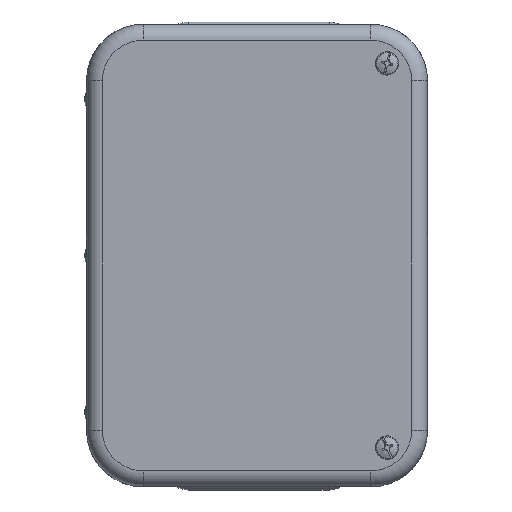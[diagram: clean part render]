
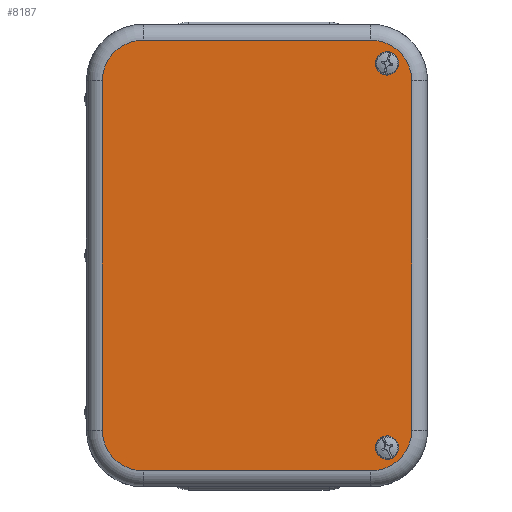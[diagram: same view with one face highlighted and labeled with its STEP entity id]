
A CAD part, top view. The second image highlights one B-rep face of the part: STEP entity #8187.
In plain terms, the highlighted planar face has unit normal (0, 0, 1).
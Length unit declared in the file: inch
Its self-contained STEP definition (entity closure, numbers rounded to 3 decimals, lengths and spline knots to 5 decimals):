
#649=LINE($,#15470,#1131);
#651=LINE($,#15490,#1133);
#654=LINE($,#15497,#1136);
#656=LINE($,#15512,#1138);
#1131=VECTOR($,#11387,3.638);
#1133=VECTOR($,#11411,5.58);
#1136=VECTOR($,#11418,5.58);
#1138=VECTOR($,#11438,3.638);
#1343=PLANE($,#9142);
#1573=FACE_BOUND($,#2920,.T.);
#1574=FACE_BOUND($,#2921,.T.);
#2238=FACE_OUTER_BOUND($,#2919,.T.);
#2919=EDGE_LOOP($,(#7226,#7227,#7228,#7229,#7230,#7231,#7232,#7233));
#2920=EDGE_LOOP($,(#7234));
#2921=EDGE_LOOP($,(#7235));
#3495=CIRCLE($,#9068,0.117);
#3497=CIRCLE($,#9071,0.117);
#3519=CIRCLE($,#9117,0.65);
#3523=CIRCLE($,#9122,0.65);
#3527=CIRCLE($,#9129,0.65);
#3531=CIRCLE($,#9134,0.65);
#4229=VERTEX_POINT($,#15376);
#4231=VERTEX_POINT($,#15381);
#4260=VERTEX_POINT($,#15467);
#4261=VERTEX_POINT($,#15469);
#4264=VERTEX_POINT($,#15476);
#4265=VERTEX_POINT($,#15481);
#4268=VERTEX_POINT($,#15488);
#4269=VERTEX_POINT($,#15493);
#4272=VERTEX_POINT($,#15500);
#4273=VERTEX_POINT($,#15505);
#5241=EDGE_CURVE($,#4229,#4229,#3495,.T.);
#5243=EDGE_CURVE($,#4231,#4231,#3497,.T.);
#5284=EDGE_CURVE($,#4260,#4261,#649,.T.);
#5288=EDGE_CURVE($,#4264,#4260,#3519,.T.);
#5292=EDGE_CURVE($,#4261,#4265,#3523,.T.);
#5294=EDGE_CURVE($,#4268,#4264,#651,.T.);
#5298=EDGE_CURVE($,#4265,#4269,#654,.T.);
#5300=EDGE_CURVE($,#4272,#4268,#3527,.T.);
#5304=EDGE_CURVE($,#4269,#4273,#3531,.T.);
#5306=EDGE_CURVE($,#4273,#4272,#656,.T.);
#7226=ORIENTED_EDGE($,*,*,#5284,.F.);
#7227=ORIENTED_EDGE($,*,*,#5288,.F.);
#7228=ORIENTED_EDGE($,*,*,#5294,.F.);
#7229=ORIENTED_EDGE($,*,*,#5300,.F.);
#7230=ORIENTED_EDGE($,*,*,#5306,.F.);
#7231=ORIENTED_EDGE($,*,*,#5304,.F.);
#7232=ORIENTED_EDGE($,*,*,#5298,.F.);
#7233=ORIENTED_EDGE($,*,*,#5292,.F.);
#7234=ORIENTED_EDGE($,*,*,#5241,.T.);
#7235=ORIENTED_EDGE($,*,*,#5243,.T.);
#8187=ADVANCED_FACE($,(#2238,#1573,#1574),#1343,.T.);
#9068=AXIS2_PLACEMENT_3D($,#15377,#11280,#11281);
#9071=AXIS2_PLACEMENT_3D($,#15382,#11286,#11287);
#9117=AXIS2_PLACEMENT_3D($,#15478,#11395,#11396);
#9122=AXIS2_PLACEMENT_3D($,#15485,#11405,#11406);
#9129=AXIS2_PLACEMENT_3D($,#15502,#11423,#11424);
#9134=AXIS2_PLACEMENT_3D($,#15509,#11433,#11434);
#9142=AXIS2_PLACEMENT_3D($,#15531,#11458,#11459);
#11280=DIRECTION('center_axis',(0.,0.,-1.));
#11281=DIRECTION('ref_axis',(1.,0.,0.));
#11286=DIRECTION('center_axis',(0.,0.,-1.));
#11287=DIRECTION('ref_axis',(1.,0.,0.));
#11387=DIRECTION($,(1.,0.,0.));
#11395=DIRECTION('center_axis',(0.,0.,-1.));
#11396=DIRECTION('ref_axis',(-0.707,0.707,0.));
#11405=DIRECTION('center_axis',(0.,0.,-1.));
#11406=DIRECTION('ref_axis',(0.707,0.707,0.));
#11411=DIRECTION($,(0.,1.,0.));
#11418=DIRECTION($,(0.,-1.,0.));
#11423=DIRECTION('center_axis',(0.,0.,-1.));
#11424=DIRECTION('ref_axis',(-0.707,-0.707,0.));
#11433=DIRECTION('center_axis',(0.,0.,-1.));
#11434=DIRECTION('ref_axis',(0.707,-0.707,0.));
#11438=DIRECTION($,(-1.,0.,0.));
#11458=DIRECTION('center_axis',(0.,0.,1.));
#11459=DIRECTION('ref_axis',(1.,0.,0.));
#15376=CARTESIAN_POINT('',(2.1951,-3.0685,0.765));
#15377=CARTESIAN_POINT('Origin',(2.0781,-3.0685,0.765));
#15381=CARTESIAN_POINT('',(2.1951,3.0685,0.765));
#15382=CARTESIAN_POINT('Origin',(2.0781,3.0685,0.765));
#15467=CARTESIAN_POINT('',(-1.819,3.44,0.765));
#15469=CARTESIAN_POINT('',(1.819,3.44,0.765));
#15470=CARTESIAN_POINT($,(-1.819,3.44,0.765));
#15476=CARTESIAN_POINT('',(-2.469,2.79,0.765));
#15478=CARTESIAN_POINT('Origin',(-1.819,2.79,0.765));
#15481=CARTESIAN_POINT('',(2.469,2.79,0.765));
#15485=CARTESIAN_POINT('Origin',(1.819,2.79,0.765));
#15488=CARTESIAN_POINT('',(-2.469,-2.79,0.765));
#15490=CARTESIAN_POINT($,(-2.469,-2.79,0.765));
#15493=CARTESIAN_POINT('',(2.469,-2.79,0.765));
#15497=CARTESIAN_POINT($,(2.469,2.79,0.765));
#15500=CARTESIAN_POINT('',(-1.819,-3.44,0.765));
#15502=CARTESIAN_POINT('Origin',(-1.819,-2.79,0.765));
#15505=CARTESIAN_POINT('',(1.819,-3.44,0.765));
#15509=CARTESIAN_POINT('Origin',(1.819,-2.79,0.765));
#15512=CARTESIAN_POINT($,(1.819,-3.44,0.765));
#15531=CARTESIAN_POINT('Origin',(0.,0.,0.765));
